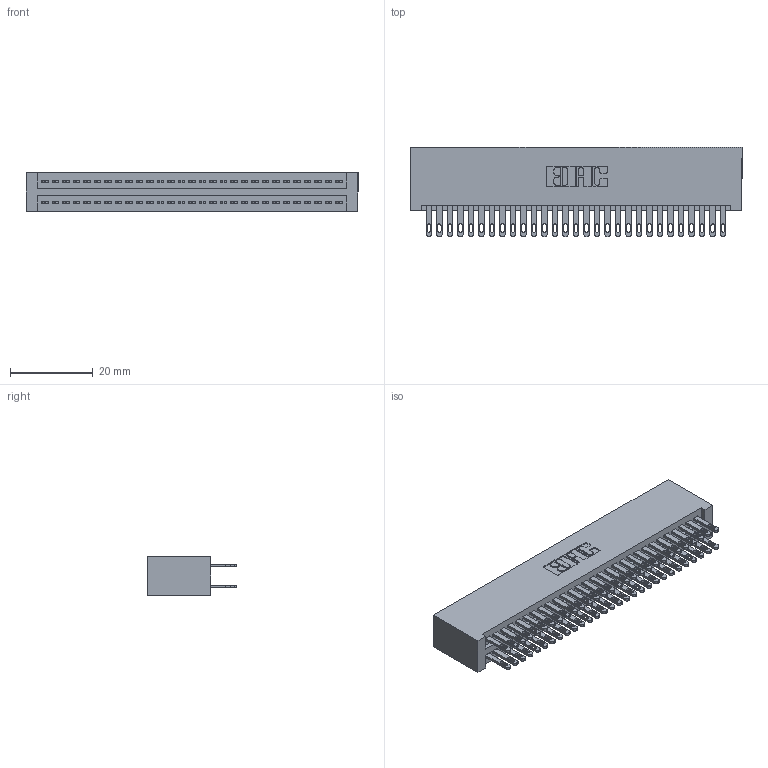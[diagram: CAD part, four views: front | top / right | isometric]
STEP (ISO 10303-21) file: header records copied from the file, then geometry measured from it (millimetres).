
FILE_DESCRIPTION (( 'STEP AP203' ), '1' );
FILE_NAME ('895-058-500-201.STEP', '2020-09-27T18:11:23', ( '' ), ( '' ), 'SwSTEP 2.0', 'SolidWorks 2020', '' );
FILE_SCHEMA (( 'CONFIG_CONTROL_DESIGN' ));
Length unit declared in the file: inch
Products named in the file (3): 895-058-500-201; 345-292-001_345-293-100; 845 Part_No Mounting Lugs
Assembly tree (59 placements, depth 2):
  895-058-500-201
    845 Part_No Mounting Lugs
    345-292-001_345-293-100  x58
Bounding box: 80.26 x 21.51 x 9.4 mm (x, y, z)
Volume: 8469.4 mm3; surface area: 13162.3 mm2
Topology: 59 solids, 59 shells, 2786 faces, 8495 edges, 5662 vertices
Faces by surface type: plane 1642, cylinder 1144
Entity records: 24157 total; most frequent: CARTESIAN_POINT 4060, ORIENTED_EDGE 3994, DIRECTION 3593, EDGE_CURVE 1997, VECTOR 1753, LINE 1753, VERTEX_POINT 1330, AXIS2_PLACEMENT_3D 920
